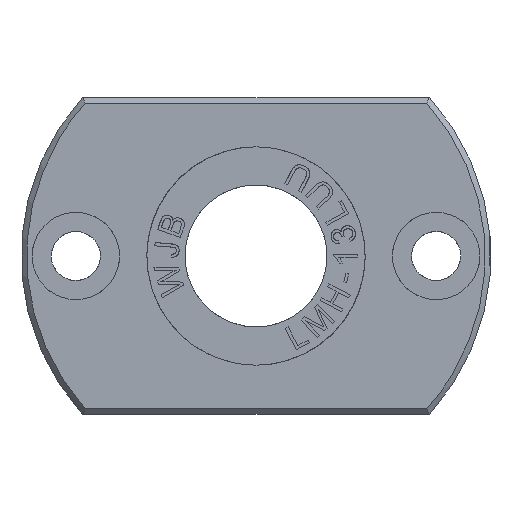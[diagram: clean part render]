
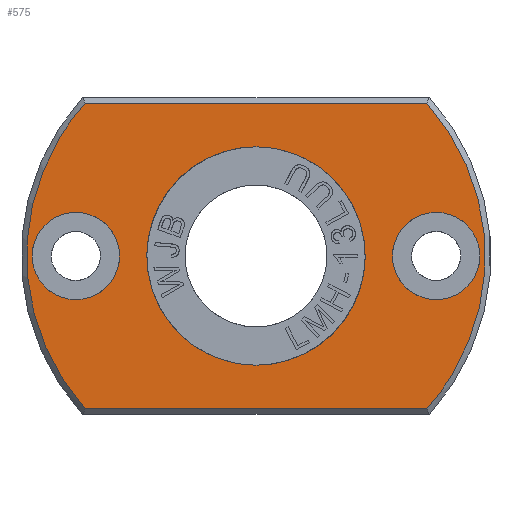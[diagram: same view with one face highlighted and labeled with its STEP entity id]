
A CAD part, left-side view. The second image highlights one B-rep face of the part: STEP entity #575.
In plain terms, the highlighted planar face has unit normal (-1, 0, 0).
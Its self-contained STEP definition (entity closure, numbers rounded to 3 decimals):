
#575=ADVANCED_FACE('',(#1270,#1271,#1272,#1273),#925,.T.);
#925=PLANE('',#6632);
#1270=FACE_BOUND('',#1356,.T.);
#1271=FACE_BOUND('',#1357,.T.);
#1272=FACE_BOUND('',#1358,.T.);
#1273=FACE_BOUND('',#1359,.T.);
#1356=EDGE_LOOP('',(#2474,#2475));
#1357=EDGE_LOOP('',(#2476,#2477));
#1358=EDGE_LOOP('',(#2478,#2479));
#1359=EDGE_LOOP('',(#2480,#2481,#2482,#2483));
#1814=B_SPLINE_CURVE_WITH_KNOTS('',3,(#9881,#9882,#9883,#9884,#9885,#9886),
 .UNSPECIFIED.,.F.,.F.,(4,2,4),(0.,0.5,1.),.UNSPECIFIED.);
#1820=B_SPLINE_CURVE_WITH_KNOTS('',3,(#9914,#9915,#9916,#9917,#9918,#9919,
#9920,#9921,#9922,#9923),.UNSPECIFIED.,.F.,.F.,(4,2,2,2,4),(0.,0.25,0.5,
0.75,1.),.UNSPECIFIED.);
#1821=B_SPLINE_CURVE_WITH_KNOTS('',3,(#9926,#9927,#9928,#9929,#9930,#9931,
#9932,#9933,#9934,#9935),.UNSPECIFIED.,.F.,.F.,(4,2,2,2,4),(0.,0.25,0.5,
0.75,1.),.UNSPECIFIED.);
#1822=B_SPLINE_CURVE_WITH_KNOTS('',3,(#9937,#9938,#9939,#9940,#9941,#9942,
#9943,#9944,#9945,#9946),.UNSPECIFIED.,.F.,.F.,(4,2,2,2,4),(0.,0.25,0.5,
0.75,1.),.UNSPECIFIED.);
#1823=B_SPLINE_CURVE_WITH_KNOTS('',3,(#9949,#9950,#9951,#9952,#9953,#9954,
#9955,#9956,#9957,#9958),.UNSPECIFIED.,.F.,.F.,(4,2,2,2,4),(0.,0.25,0.5,
0.75,1.),.UNSPECIFIED.);
#1824=B_SPLINE_CURVE_WITH_KNOTS('',3,(#9959,#9960,#9961,#9962,#9963,#9964,
#9965,#9966,#9967,#9968),.UNSPECIFIED.,.F.,.F.,(4,2,2,2,4),(0.,0.25,0.5,
0.75,1.),.UNSPECIFIED.);
#1825=B_SPLINE_CURVE_WITH_KNOTS('',3,(#9971,#9972,#9973,#9974,#9975,#9976,
#9977,#9978,#9979,#9980),.UNSPECIFIED.,.F.,.F.,(4,2,2,2,4),(0.,0.25,0.5,
0.75,1.),.UNSPECIFIED.);
#1826=B_SPLINE_CURVE_WITH_KNOTS('',3,(#9981,#9982,#9983,#9984,#9985,#9986),
 .UNSPECIFIED.,.F.,.F.,(4,2,4),(0.,0.5,1.),.UNSPECIFIED.);
#1827=B_SPLINE_CURVE_WITH_KNOTS('',3,(#9989,#9990,#9991,#9992),.UNSPECIFIED.,
 .F.,.F.,(4,4),(0.,1.),.UNSPECIFIED.);
#1828=B_SPLINE_CURVE_WITH_KNOTS('',3,(#9993,#9994,#9995,#9996),.UNSPECIFIED.,
 .F.,.F.,(4,4),(0.,1.),.UNSPECIFIED.);
#2474=ORIENTED_EDGE('',*,*,#4917,.F.);
#2475=ORIENTED_EDGE('',*,*,#4918,.F.);
#2476=ORIENTED_EDGE('',*,*,#4919,.F.);
#2477=ORIENTED_EDGE('',*,*,#4920,.F.);
#2478=ORIENTED_EDGE('',*,*,#4916,.T.);
#2479=ORIENTED_EDGE('',*,*,#4915,.T.);
#2480=ORIENTED_EDGE('',*,*,#4921,.F.);
#2481=ORIENTED_EDGE('',*,*,#4922,.F.);
#2482=ORIENTED_EDGE('',*,*,#4908,.F.);
#2483=ORIENTED_EDGE('',*,*,#4923,.F.);
#4289=VERTEX_POINT('',#9880);
#4290=VERTEX_POINT('',#9887);
#4293=VERTEX_POINT('',#9924);
#4294=VERTEX_POINT('',#9925);
#4295=VERTEX_POINT('',#9947);
#4296=VERTEX_POINT('',#9948);
#4297=VERTEX_POINT('',#9969);
#4298=VERTEX_POINT('',#9970);
#4299=VERTEX_POINT('',#9987);
#4300=VERTEX_POINT('',#9988);
#4908=EDGE_CURVE('',#4289,#4290,#1814,.T.);
#4915=EDGE_CURVE('',#4293,#4294,#1820,.T.);
#4916=EDGE_CURVE('',#4294,#4293,#1821,.T.);
#4917=EDGE_CURVE('',#4295,#4296,#1822,.T.);
#4918=EDGE_CURVE('',#4296,#4295,#1823,.T.);
#4919=EDGE_CURVE('',#4297,#4298,#1824,.T.);
#4920=EDGE_CURVE('',#4298,#4297,#1825,.T.);
#4921=EDGE_CURVE('',#4299,#4300,#1826,.T.);
#4922=EDGE_CURVE('',#4290,#4299,#1827,.T.);
#4923=EDGE_CURVE('',#4300,#4289,#1828,.T.);
#6632=AXIS2_PLACEMENT_3D('',#9997,#7184,#7185);
#7184=DIRECTION('',(-1.,0.,0.));
#7185=DIRECTION('',(0.,0.,1.));
#9880=CARTESIAN_POINT('',(0.,15.653,-14.));
#9881=CARTESIAN_POINT('',(0.,15.652,-14.));
#9882=CARTESIAN_POINT('',(0.,19.058,-10.193));
#9883=CARTESIAN_POINT('',(0.,21.,-5.108));
#9884=CARTESIAN_POINT('',(0.,21.,5.108));
#9885=CARTESIAN_POINT('',(0.,19.058,10.193));
#9886=CARTESIAN_POINT('',(0.,15.652,14.));
#9887=CARTESIAN_POINT('',(0.,15.653,14.));
#9914=CARTESIAN_POINT('',(0.,0.,10.));
#9915=CARTESIAN_POINT('',(0.,-2.627,10.));
#9916=CARTESIAN_POINT('',(0.,-5.215,8.927));
#9917=CARTESIAN_POINT('',(0.,-8.927,5.215));
#9918=CARTESIAN_POINT('',(0.,-10.,2.625));
#9919=CARTESIAN_POINT('',(0.,-10.,-2.625));
#9920=CARTESIAN_POINT('',(0.,-8.927,-5.215));
#9921=CARTESIAN_POINT('',(0.,-5.215,-8.927));
#9922=CARTESIAN_POINT('',(0.,-2.629,-10.));
#9923=CARTESIAN_POINT('',(0.,0.,-10.));
#9924=CARTESIAN_POINT('',(0.,0.,10.));
#9925=CARTESIAN_POINT('',(0.,0.,-10.));
#9926=CARTESIAN_POINT('',(0.,0.,-10.));
#9927=CARTESIAN_POINT('',(0.,2.627,-10.));
#9928=CARTESIAN_POINT('',(0.,5.215,-8.927));
#9929=CARTESIAN_POINT('',(0.,8.927,-5.215));
#9930=CARTESIAN_POINT('',(0.,10.,-2.625));
#9931=CARTESIAN_POINT('',(0.,10.,2.625));
#9932=CARTESIAN_POINT('',(0.,8.927,5.215));
#9933=CARTESIAN_POINT('',(0.,5.215,8.927));
#9934=CARTESIAN_POINT('',(0.,2.629,10.));
#9935=CARTESIAN_POINT('',(0.,0.,10.));
#9937=CARTESIAN_POINT('',(0.,-20.5,0.));
#9938=CARTESIAN_POINT('',(0.,-20.5,1.047));
#9939=CARTESIAN_POINT('',(0.,-20.069,2.088));
#9940=CARTESIAN_POINT('',(0.,-18.588,3.569));
#9941=CARTESIAN_POINT('',(0.,-17.547,4.));
#9942=CARTESIAN_POINT('',(0.,-15.453,4.));
#9943=CARTESIAN_POINT('',(0.,-14.412,3.569));
#9944=CARTESIAN_POINT('',(0.,-12.931,2.088));
#9945=CARTESIAN_POINT('',(0.,-12.5,1.047));
#9946=CARTESIAN_POINT('',(0.,-12.5,0.));
#9947=CARTESIAN_POINT('',(0.,-20.5,0.));
#9948=CARTESIAN_POINT('',(0.,-12.5,0.));
#9949=CARTESIAN_POINT('',(0.,-12.5,0.));
#9950=CARTESIAN_POINT('',(0.,-12.5,-1.047));
#9951=CARTESIAN_POINT('',(0.,-12.931,-2.088));
#9952=CARTESIAN_POINT('',(0.,-14.412,-3.569));
#9953=CARTESIAN_POINT('',(0.,-15.453,-4.));
#9954=CARTESIAN_POINT('',(0.,-17.547,-4.));
#9955=CARTESIAN_POINT('',(0.,-18.588,-3.569));
#9956=CARTESIAN_POINT('',(0.,-20.069,-2.088));
#9957=CARTESIAN_POINT('',(0.,-20.5,-1.047));
#9958=CARTESIAN_POINT('',(0.,-20.5,0.));
#9959=CARTESIAN_POINT('',(0.,12.5,0.));
#9960=CARTESIAN_POINT('',(0.,12.5,1.047));
#9961=CARTESIAN_POINT('',(0.,12.931,2.088));
#9962=CARTESIAN_POINT('',(0.,14.412,3.569));
#9963=CARTESIAN_POINT('',(0.,15.453,4.));
#9964=CARTESIAN_POINT('',(0.,17.547,4.));
#9965=CARTESIAN_POINT('',(0.,18.588,3.569));
#9966=CARTESIAN_POINT('',(0.,20.069,2.088));
#9967=CARTESIAN_POINT('',(0.,20.5,1.047));
#9968=CARTESIAN_POINT('',(0.,20.5,0.));
#9969=CARTESIAN_POINT('',(0.,12.5,0.));
#9970=CARTESIAN_POINT('',(0.,20.5,0.));
#9971=CARTESIAN_POINT('',(0.,20.5,0.));
#9972=CARTESIAN_POINT('',(0.,20.5,-1.047));
#9973=CARTESIAN_POINT('',(0.,20.069,-2.088));
#9974=CARTESIAN_POINT('',(0.,18.588,-3.569));
#9975=CARTESIAN_POINT('',(0.,17.547,-4.));
#9976=CARTESIAN_POINT('',(0.,15.453,-4.));
#9977=CARTESIAN_POINT('',(0.,14.412,-3.569));
#9978=CARTESIAN_POINT('',(0.,12.931,-2.088));
#9979=CARTESIAN_POINT('',(0.,12.5,-1.047));
#9980=CARTESIAN_POINT('',(0.,12.5,0.));
#9981=CARTESIAN_POINT('',(0.,-15.652,14.));
#9982=CARTESIAN_POINT('',(0.,-19.058,10.193));
#9983=CARTESIAN_POINT('',(0.,-21.,5.108));
#9984=CARTESIAN_POINT('',(0.,-21.,-5.108));
#9985=CARTESIAN_POINT('',(0.,-19.058,-10.193));
#9986=CARTESIAN_POINT('',(0.,-15.652,-14.));
#9987=CARTESIAN_POINT('',(0.,-15.653,14.));
#9988=CARTESIAN_POINT('',(0.,-15.653,-14.));
#9989=CARTESIAN_POINT('',(0.,15.652,14.));
#9990=CARTESIAN_POINT('',(0.,5.217,14.));
#9991=CARTESIAN_POINT('',(0.,-5.217,14.));
#9992=CARTESIAN_POINT('',(0.,-15.652,14.));
#9993=CARTESIAN_POINT('',(0.,-15.652,-14.));
#9994=CARTESIAN_POINT('',(0.,-5.217,-14.));
#9995=CARTESIAN_POINT('',(0.,5.217,-14.));
#9996=CARTESIAN_POINT('',(0.,15.652,-14.));
#9997=CARTESIAN_POINT('',(0.,-21.42,-21.));
